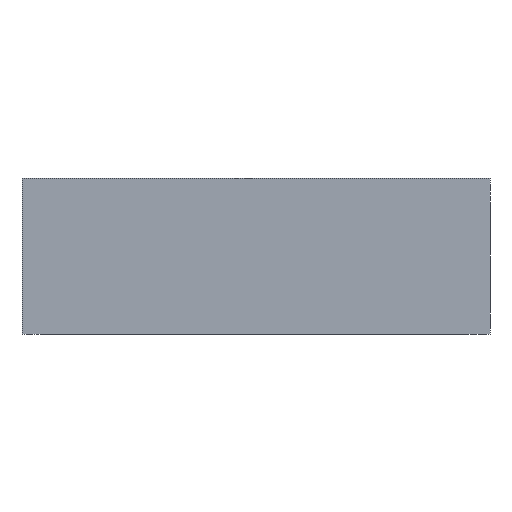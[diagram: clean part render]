
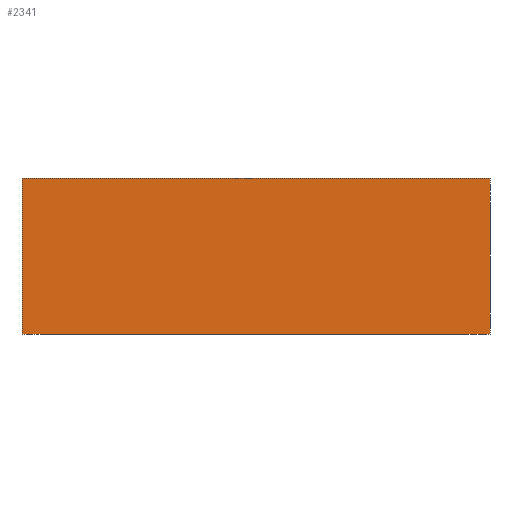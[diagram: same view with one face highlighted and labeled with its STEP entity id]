
A CAD part, front view. The second image highlights one B-rep face of the part: STEP entity #2341.
In plain terms, the highlighted planar face has unit normal (0, -1, 0).
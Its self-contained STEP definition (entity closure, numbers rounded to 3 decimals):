
#67 = PLANE ( 'NONE',  #4106 ) ;
#171 = LINE ( 'NONE', #5030, #3793 ) ;
#172 = VECTOR ( 'NONE', #1210, 1000. ) ;
#288 = VECTOR ( 'NONE', #3592, 1000. ) ;
#298 = CARTESIAN_POINT ( 'NONE',  ( 180., 0., 60. ) ) ;
#332 = VERTEX_POINT ( 'NONE', #1209 ) ;
#373 = EDGE_CURVE ( 'NONE', #3359, #5082, #1455, .T. ) ;
#811 = DIRECTION ( 'NONE',  ( 0., 0., -1. ) ) ;
#1209 = CARTESIAN_POINT ( 'NONE',  ( 0., 0., 0. ) ) ;
#1210 = DIRECTION ( 'NONE',  ( 0., 0., -1. ) ) ;
#1222 = FACE_OUTER_BOUND ( 'NONE', #2508, .T. ) ;
#1455 = LINE ( 'NONE', #3060, #288 ) ;
#1620 = CARTESIAN_POINT ( 'NONE',  ( 0., 0., 60. ) ) ;
#1649 = ORIENTED_EDGE ( 'NONE', *, *, #373, .F. ) ;
#1773 = ORIENTED_EDGE ( 'NONE', *, *, #4070, .T. ) ;
#1782 = ORIENTED_EDGE ( 'NONE', *, *, #3001, .T. ) ;
#2011 = DIRECTION ( 'NONE',  ( 0., 1., 0. ) ) ;
#2267 = DIRECTION ( 'NONE',  ( 1., 0., 0. ) ) ;
#2341 = ADVANCED_FACE ( 'NONE', ( #1222 ), #67, .F. ) ;
#2508 = EDGE_LOOP ( 'NONE', ( #1773, #3406, #1649, #1782 ) ) ;
#2605 = CARTESIAN_POINT ( 'NONE',  ( 180., 0., 0. ) ) ;
#3001 = EDGE_CURVE ( 'NONE', #3359, #332, #4076, .T. ) ;
#3049 = CARTESIAN_POINT ( 'NONE',  ( 0., 0., 60. ) ) ;
#3060 = CARTESIAN_POINT ( 'NONE',  ( 0., 0., 60. ) ) ;
#3295 = CARTESIAN_POINT ( 'NONE',  ( 180., 0., 60. ) ) ;
#3359 = VERTEX_POINT ( 'NONE', #3049 ) ;
#3406 = ORIENTED_EDGE ( 'NONE', *, *, #4377, .F. ) ;
#3592 = DIRECTION ( 'NONE',  ( 1., 0., 0. ) ) ;
#3793 = VECTOR ( 'NONE', #2267, 1000. ) ;
#4070 = EDGE_CURVE ( 'NONE', #332, #4497, #171, .T. ) ;
#4076 = LINE ( 'NONE', #4438, #172 ) ;
#4106 = AXIS2_PLACEMENT_3D ( 'NONE', #1620, #2011, #4484 ) ;
#4377 = EDGE_CURVE ( 'NONE', #5082, #4497, #4447, .T. ) ;
#4438 = CARTESIAN_POINT ( 'NONE',  ( 0., 0., 60. ) ) ;
#4445 = VECTOR ( 'NONE', #811, 1000. ) ;
#4447 = LINE ( 'NONE', #3295, #4445 ) ;
#4484 = DIRECTION ( 'NONE',  ( 0., 0., 1. ) ) ;
#4497 = VERTEX_POINT ( 'NONE', #2605 ) ;
#5030 = CARTESIAN_POINT ( 'NONE',  ( 0., 0., 0. ) ) ;
#5082 = VERTEX_POINT ( 'NONE', #298 ) ;
